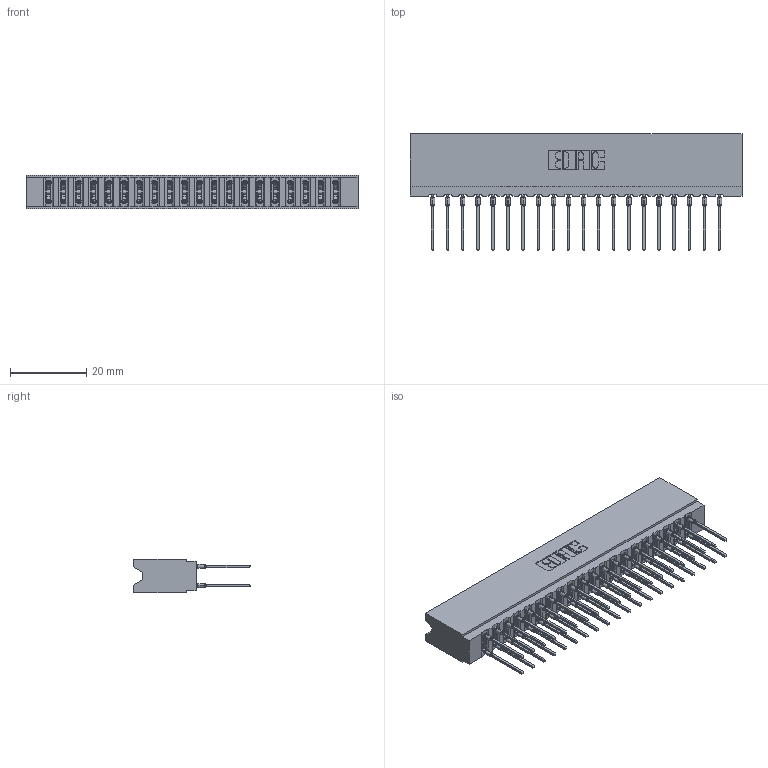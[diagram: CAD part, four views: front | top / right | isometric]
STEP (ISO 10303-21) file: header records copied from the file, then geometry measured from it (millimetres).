
FILE_DESCRIPTION (( 'STEP AP203' ), '1' );
FILE_NAME ('737-040-545-206.STEP', '2026-03-05T22:58:12', ( '' ), ( '' ), 'SwSTEP 2.0', 'SolidWorks 2023', '' );
FILE_SCHEMA (( 'CONFIG_CONTROL_DESIGN' ));
Length unit declared in the file: millimetre
Products named in the file (3): 737-040-545-206; 745-292-001_545; 737 Part_Insulator Option - 06
Assembly tree (41 placements, depth 2):
  737-040-545-206
    737 Part_Insulator Option - 06
    745-292-001_545  x40
Bounding box: 87.12 x 30.62 x 8.89 mm (x, y, z)
Volume: 8810.1 mm3; surface area: 13372 mm2
Topology: 41 solids, 41 shells, 3695 faces, 9937 edges, 6250 vertices
Faces by surface type: plane 1915, bspline 800, cylinder 740, torus 240
Entity records: 37321 total; most frequent: CARTESIAN_POINT 6988, ORIENTED_EDGE 6380, DIRECTION 5588, EDGE_CURVE 3190, LINE 2888, VECTOR 2888, VERTEX_POINT 2038, AXIS2_PLACEMENT_3D 1350
